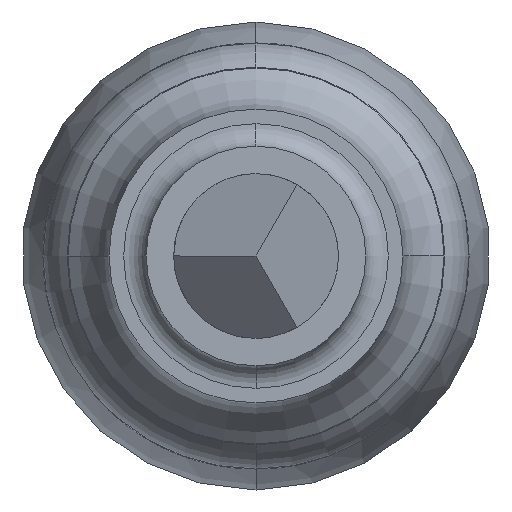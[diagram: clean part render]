
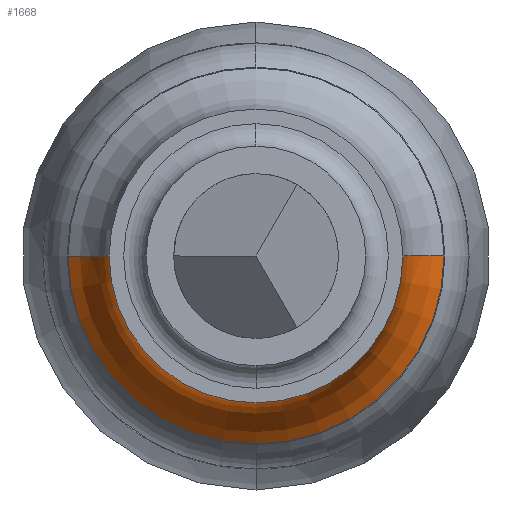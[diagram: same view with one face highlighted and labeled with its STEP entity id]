
A CAD part, front view. The second image highlights one B-rep face of the part: STEP entity #1668.
In plain terms, the highlighted toroidal (fillet/blend) face has major radius 0.78 mm and minor radius 0.325 mm.
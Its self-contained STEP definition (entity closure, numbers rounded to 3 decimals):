
#23 = DIRECTION ( 'NONE',  ( -1., 0., 0. ) ) ;
#195 = AXIS2_PLACEMENT_3D ( 'NONE', #2230, #2567, #444 ) ;
#255 = EDGE_LOOP ( 'NONE', ( #4248, #2153, #2849, #2945, #4160 ) ) ;
#268 = CIRCLE ( 'NONE', #1015, 0.325 ) ;
#314 = CARTESIAN_POINT ( 'NONE',  ( 0., -24.553, -0.582 ) ) ;
#356 = EDGE_CURVE ( 'Defeature ausgef�hrt4_21+Defeature ausgef�hrt4_2+Defeature ausgef�hrt4_2+Defeature ausgef�hrt4_2', #1989, #628, #3253, .T. ) ;
#444 = DIRECTION ( 'NONE',  ( -1., 0., 0. ) ) ;
#587 = AXIS2_PLACEMENT_3D ( 'NONE', #888, #3613, #1539 ) ;
#628 = VERTEX_POINT ( 'NONE', #314 ) ;
#760 = DIRECTION ( 'NONE',  ( -1., 0., 0. ) ) ;
#769 = EDGE_CURVE ( 'Defeature ausgef�hrt4_21+Defeature ausgef�hrt4_2+Defeature ausgef�hrt4_2+Defeature ausgef�hrt4_2', #628, #1110, #4354, .T. ) ;
#852 = DIRECTION ( 'NONE',  ( 0., -1., 0. ) ) ;
#868 = CIRCLE ( 'NONE', #4003, 0.325 ) ;
#888 = CARTESIAN_POINT ( 'NONE',  ( 0., -24.811, 0. ) ) ;
#921 = AXIS2_PLACEMENT_3D ( 'NONE', #2851, #2168, #760 ) ;
#946 = AXIS2_PLACEMENT_3D ( 'NONE', #3255, #852, #1547 ) ;
#1015 = AXIS2_PLACEMENT_3D ( 'NONE', #1431, #3108, #23 ) ;
#1070 = DIRECTION ( 'NONE',  ( 1., 0., 0. ) ) ;
#1110 = VERTEX_POINT ( 'NONE', #2718 ) ;
#1114 = DIRECTION ( 'NONE',  ( 0., 0., 1. ) ) ;
#1162 = VERTEX_POINT ( 'NONE', #4190 ) ;
#1431 = CARTESIAN_POINT ( 'NONE',  ( -0.78, -24.811, 0. ) ) ;
#1523 = EDGE_CURVE ( 'NONE', #1110, #1162, #868, .T. ) ;
#1539 = DIRECTION ( 'NONE',  ( -1., 0., 0. ) ) ;
#1547 = DIRECTION ( 'NONE',  ( -1., 0., 0. ) ) ;
#1665 = VERTEX_POINT ( 'NONE', #3221 ) ;
#1668 = ADVANCED_FACE ( 'Defeature ausgef�hrt4_21', ( #4350 ), #1841, .F. ) ;
#1841 = TOROIDAL_SURFACE ( 'NONE', #195, 0.78, 0.325 ) ;
#1989 = VERTEX_POINT ( 'NONE', #3160 ) ;
#2153 = ORIENTED_EDGE ( 'NONE', *, *, #1523, .T. ) ;
#2168 = DIRECTION ( 'NONE',  ( 0., -1., 0. ) ) ;
#2230 = CARTESIAN_POINT ( 'NONE',  ( 0., -24.811, 0. ) ) ;
#2567 = DIRECTION ( 'NONE',  ( 0., 1., 0. ) ) ;
#2718 = CARTESIAN_POINT ( 'NONE',  ( 0.582, -24.553, 0. ) ) ;
#2832 = CARTESIAN_POINT ( 'NONE',  ( 0.78, -24.811, 0. ) ) ;
#2849 = ORIENTED_EDGE ( 'NONE', *, *, #3176, .T. ) ;
#2851 = CARTESIAN_POINT ( 'NONE',  ( 0., -24.553, 0. ) ) ;
#2945 = ORIENTED_EDGE ( 'NONE', *, *, #4100, .F. ) ;
#3108 = DIRECTION ( 'NONE',  ( 0., 0., -1. ) ) ;
#3160 = CARTESIAN_POINT ( 'NONE',  ( -0.582, -24.553, 0. ) ) ;
#3176 = EDGE_CURVE ( 'Defeature ausgef�hrt4_21+Defeature ausgef�hrt4_1+Defeature ausgef�hrt4_1+Defeature ausgef�hrt4_1', #1162, #1665, #3367, .T. ) ;
#3221 = CARTESIAN_POINT ( 'NONE',  ( -0.455, -24.811, 0. ) ) ;
#3253 = CIRCLE ( 'NONE', #946, 0.582 ) ;
#3255 = CARTESIAN_POINT ( 'NONE',  ( 0., -24.553, 0. ) ) ;
#3367 = CIRCLE ( 'NONE', #587, 0.455 ) ;
#3613 = DIRECTION ( 'NONE',  ( 0., 1., 0. ) ) ;
#4003 = AXIS2_PLACEMENT_3D ( 'NONE', #2832, #1114, #1070 ) ;
#4100 = EDGE_CURVE ( 'NONE', #1989, #1665, #268, .T. ) ;
#4160 = ORIENTED_EDGE ( 'NONE', *, *, #356, .T. ) ;
#4190 = CARTESIAN_POINT ( 'NONE',  ( 0.455, -24.811, 0. ) ) ;
#4248 = ORIENTED_EDGE ( 'NONE', *, *, #769, .T. ) ;
#4350 = FACE_OUTER_BOUND ( 'NONE', #255, .T. ) ;
#4354 = CIRCLE ( 'NONE', #921, 0.582 ) ;
